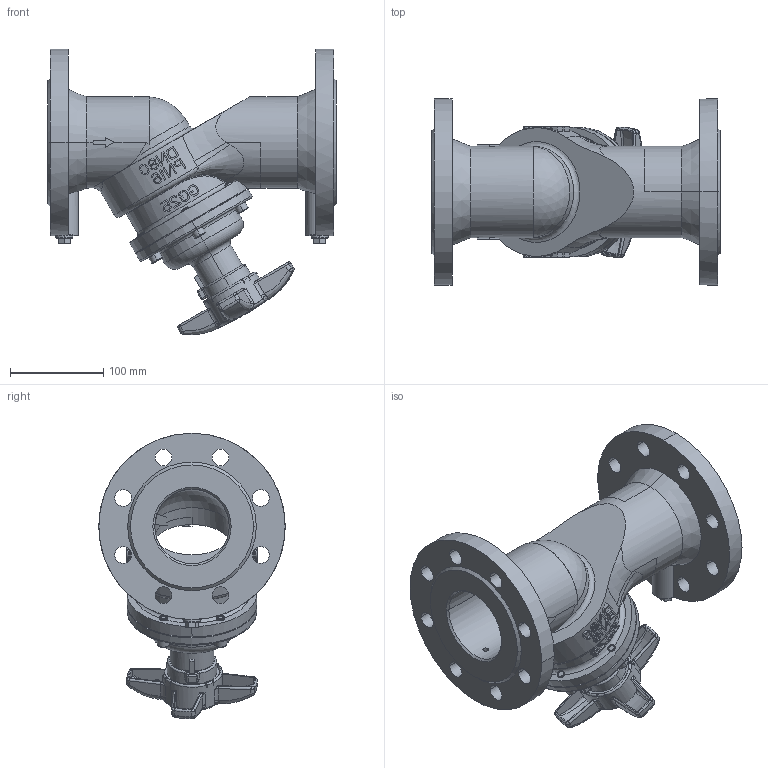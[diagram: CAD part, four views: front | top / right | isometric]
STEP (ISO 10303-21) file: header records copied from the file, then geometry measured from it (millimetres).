
FILE_DESCRIPTION((''),'2;1');
FILE_NAME('003Z1063_ASM','2015-05-12T',('u317927'),('Danfoss'),'PRO/ENGINEER BY PARAMETRIC TECHNOLOGY CORPORATION, 2014000','PRO/ENGINEER BY PARAMETRIC TECHNOLOGY CORPORATION, 2014000','');
FILE_SCHEMA(('CONFIG_CONTROL_DESIGN'));
Products named in the file (21): BODY12_1; BONNETMACHING_15; GASKECT567_1; NOPPLE_1; PRT0001_1; GB-T70_1-M8X12_1; DIGITALWHEEL_1; BODYNEW_1; MANIFOLD_SOLID_BREP_109220; MANIFOLD_SOLID_BREP_110101; MANIFOLD_SOLID_BREP_111840; MANIFOLD_SOLID_BREP_112651; MANIFOLD_SOLID_BREP_113363; MANIFOLD_SOLID_BREP_114904; MANIFOLD_SOLID_BREP_116375; MANIFOLD_SOLID_BREP_117846; PRT0003_1_ASM_ASM; ASM0003_ASM_1_ASM_ASM; ASM0002_ASM_1_ASM_ASM; 003Z1063_ASM_ASM_ASM; 003Z1063_ASM
Assembly tree (26 placements, depth 6):
  003Z1063_ASM
    003Z1063_ASM_ASM_ASM
      ASM0002_ASM_1_ASM_ASM
        BODY12_1
        BONNETMACHING_15
        GASKECT567_1  x2
        NOPPLE_1  x2
        PRT0001_1  x5
        GB-T70_1-M8X12_1
        ASM0003_ASM_1_ASM_ASM
          DIGITALWHEEL_1
          BODYNEW_1
          PRT0003_1_ASM_ASM
            MANIFOLD_SOLID_BREP_109220
            MANIFOLD_SOLID_BREP_110101
            MANIFOLD_SOLID_BREP_111840
            MANIFOLD_SOLID_BREP_112651
            MANIFOLD_SOLID_BREP_113363
            MANIFOLD_SOLID_BREP_114904
            MANIFOLD_SOLID_BREP_116375
            MANIFOLD_SOLID_BREP_117846
Bounding box: 310 x 200 x 306.49 mm (x, y, z)
Volume: 2360998 mm3; surface area: 510405 mm2
Topology: 22 solids, 38 shells, 2809 faces, 7818 edges, 5155 vertices
Faces by surface type: plane 2083, cylinder 399, bspline 135, torus 104, cone 71, revolution 9, sphere 6, extrusion 2
Entity records: 93917 total; most frequent: CARTESIAN_POINT 27576, ORIENTED_EDGE 14824, DIRECTION 12110, EDGE_CURVE 7434, VERTEX_POINT 4927, VECTOR 4649, LINE 4647, AXIS2_PLACEMENT_3D 3726
